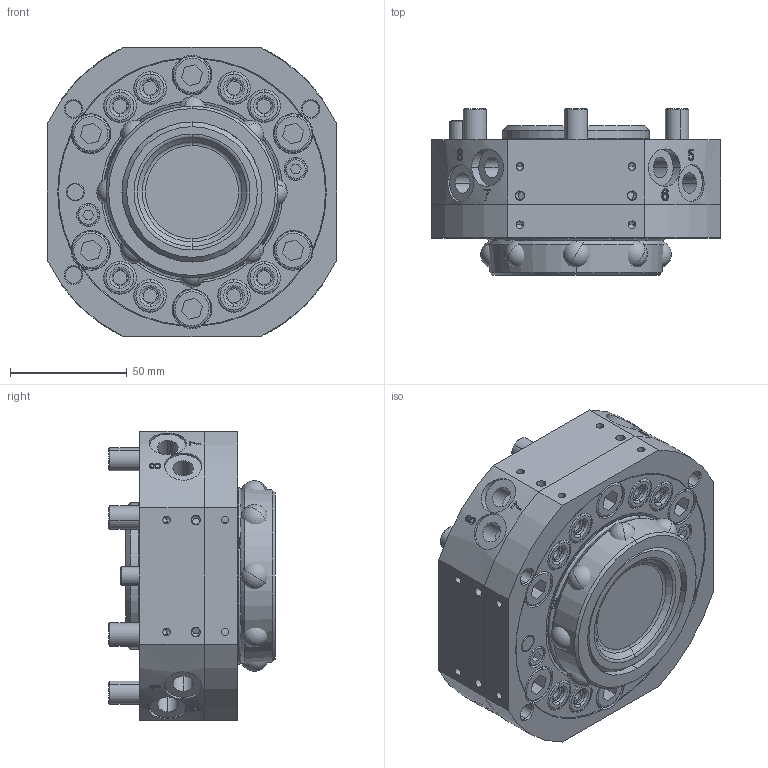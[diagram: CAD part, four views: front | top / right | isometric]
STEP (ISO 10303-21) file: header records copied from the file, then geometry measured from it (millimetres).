
FILE_DESCRIPTION (( 'STEP AP203' ), '1' );
FILE_NAME ('P1401.STEP', '2018-11-29T15:28:28', ( 'rsp' ), ( 'Hewlett-Packard Company' ), 'SwSTEP 2.0', 'SolidWorks 2017', '' );
FILE_SCHEMA (( 'CONFIG_CONTROL_DESIGN' ));
Products named in the file (1): P1401
Bounding box: 124 x 71.3 x 124 mm (x, y, z)
Volume: 681637.2 mm3; surface area: 129130 mm2
Topology: 31 solids, 32 shells, 1052 faces, 2554 edges, 1638 vertices
Faces by surface type: plane 370, cylinder 290, bspline 191, torus 96, cone 89, sphere 16
Entity records: 50450 total; most frequent: CARTESIAN_POINT 26924, ORIENTED_EDGE 4996, DIRECTION 4433, EDGE_CURVE 2498, AXIS2_PLACEMENT_3D 1639, VERTEX_POINT 1614, EDGE_LOOP 1224, VECTOR 1155
